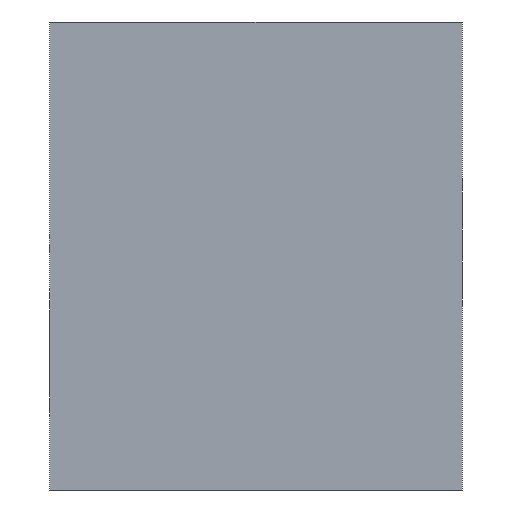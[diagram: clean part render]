
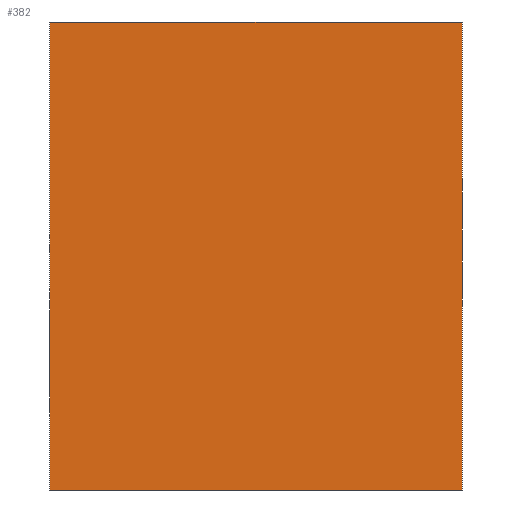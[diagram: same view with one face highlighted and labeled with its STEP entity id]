
A CAD part, front view. The second image highlights one B-rep face of the part: STEP entity #382.
In plain terms, the highlighted planar face has unit normal (0, -1, 0).
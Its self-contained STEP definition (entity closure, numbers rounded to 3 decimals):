
#20=LINE('',#525,#32);
#24=LINE('',#536,#36);
#27=LINE('',#542,#39);
#30=LINE('',#550,#42);
#32=VECTOR('',#455,1000.);
#36=VECTOR('',#463,1000.);
#39=VECTOR('',#468,1000.);
#42=VECTOR('',#475,1000.);
#86=ORIENTED_EDGE('',*,*,#108,.T.);
#87=ORIENTED_EDGE('',*,*,#113,.T.);
#88=ORIENTED_EDGE('',*,*,#116,.T.);
#89=ORIENTED_EDGE('',*,*,#120,.T.);
#108=EDGE_CURVE('',#133,#134,#20,.T.);
#113=EDGE_CURVE('',#134,#138,#24,.T.);
#116=EDGE_CURVE('',#138,#140,#27,.T.);
#120=EDGE_CURVE('',#140,#133,#30,.T.);
#133=VERTEX_POINT('',#526);
#134=VERTEX_POINT('',#527);
#138=VERTEX_POINT('',#537);
#140=VERTEX_POINT('',#543);
#180=EDGE_LOOP('',(#86,#87,#88,#89));
#212=FACE_BOUND('',#180,.T.);
#232=PLANE('',#414);
#382=ADVANCED_FACE('',(#212),#232,.T.);
#414=AXIS2_PLACEMENT_3D('',#553,#479,#480);
#455=DIRECTION('',(0.,0.,-1.));
#463=DIRECTION('',(1.,0.,0.));
#468=DIRECTION('',(0.,0.,1.));
#475=DIRECTION('',(-1.,0.,0.));
#479=DIRECTION('',(0.,-1.,0.));
#480=DIRECTION('',(0.,0.,-1.));
#525=CARTESIAN_POINT('',(-30.,0.,34.));
#526=CARTESIAN_POINT('',(-30.,0.,34.));
#527=CARTESIAN_POINT('',(-30.,0.,-34.));
#536=CARTESIAN_POINT('',(-30.,0.,-34.));
#537=CARTESIAN_POINT('',(30.,0.,-34.));
#542=CARTESIAN_POINT('',(30.,0.,-34.));
#543=CARTESIAN_POINT('',(30.,0.,34.));
#550=CARTESIAN_POINT('',(30.,0.,34.));
#553=CARTESIAN_POINT('',(0.,0.,0.));
